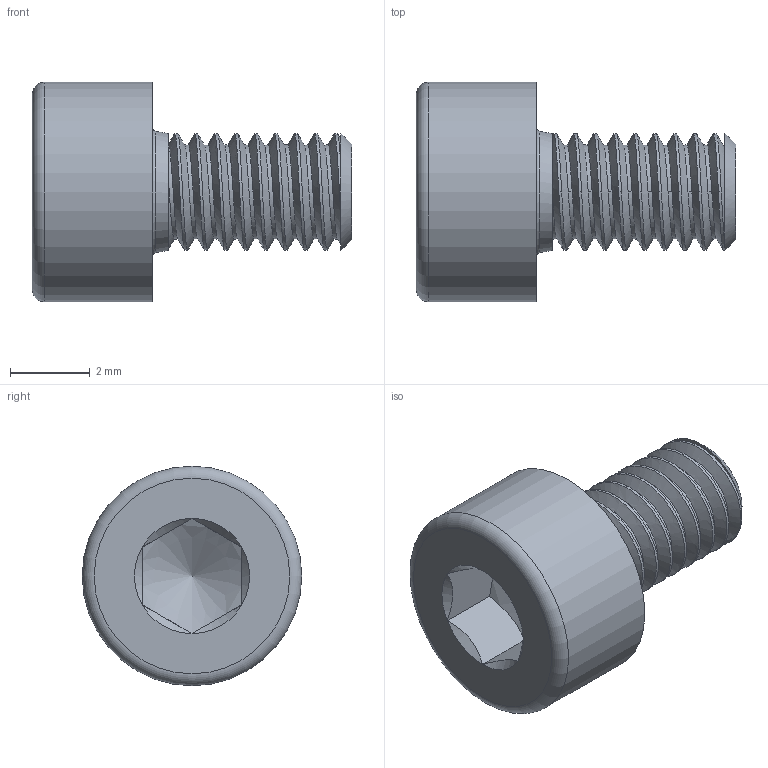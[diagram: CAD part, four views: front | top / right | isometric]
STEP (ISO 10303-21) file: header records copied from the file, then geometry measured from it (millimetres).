
FILE_DESCRIPTION(/* description */ (''),/* implementation_level */ '2;1');
FILE_NAME(/* name */ 'DIN_912-M3x5.step',/* time_stamp */ '2020-10-29T17:44:30+00:00',/* author */ (''),/* organization */ (''),/* preprocessor_version */ 'ST-DEVELOPER v18.1',/* originating_system */ 'Autodesk Translation Framework v9.3.0.1241',/* authorisation */ '');
FILE_SCHEMA (('AUTOMOTIVE_DESIGN { 1 0 10303 214 3 1 1 }'));
Length unit declared in the file: millimetre
Products named in the file (1): DIN_912-M3x5
Bounding box: 8 x 5.5 x 5.5 mm (x, y, z)
Volume: 88.9 mm3; surface area: 176.7 mm2
Topology: 1 solids, 1 shells, 44 faces, 105 edges, 64 vertices
Faces by surface type: cylinder 20, plane 11, cone 9, bspline 2, torus 2
Full cylindrical faces by diameter (mm): 2.356 x2, 2.927 x5, 5.5 x1
Entity records: 2572 total; most frequent: CARTESIAN_POINT 1597, ORIENTED_EDGE 208, DIRECTION 159, EDGE_CURVE 104, AXIS2_PLACEMENT_3D 66, VERTEX_POINT 64, EDGE_LOOP 46, FACE_OUTER_BOUND 44
